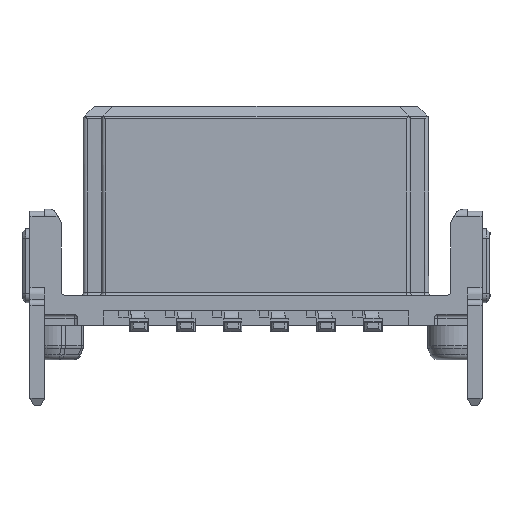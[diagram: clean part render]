
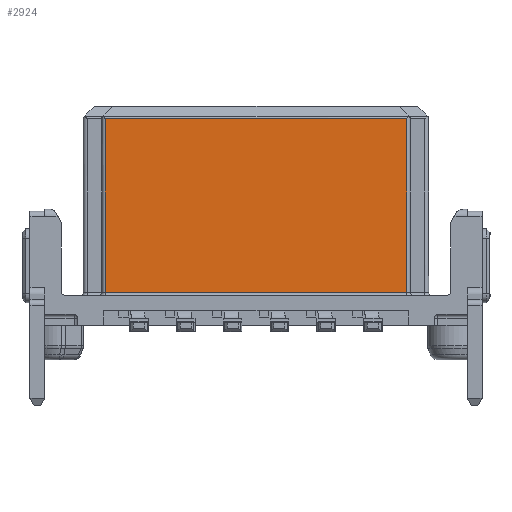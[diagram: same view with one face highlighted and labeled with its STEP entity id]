
A CAD part, left-side view. The second image highlights one B-rep face of the part: STEP entity #2924.
In plain terms, the highlighted planar face has unit normal (-1, 0, 0).
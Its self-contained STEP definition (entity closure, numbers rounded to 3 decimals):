
#2924=ADVANCED_FACE('',(#4063),#3585,.T.);
#3585=PLANE('',#15253);
#4063=FACE_OUTER_BOUND('',#4763,.T.);
#4763=EDGE_LOOP('',(#6135,#6136,#6137,#6138));
#6135=ORIENTED_EDGE('',*,*,#10780,.T.);
#6136=ORIENTED_EDGE('',*,*,#10781,.T.);
#6137=ORIENTED_EDGE('',*,*,#10778,.T.);
#6138=ORIENTED_EDGE('',*,*,#10759,.T.);
#9457=VERTEX_POINT('',#20485);
#9480=VERTEX_POINT('',#20588);
#9481=VERTEX_POINT('',#20589);
#9492=VERTEX_POINT('',#20669);
#10759=EDGE_CURVE('',#9480,#9481,#12514,.T.);
#10778=EDGE_CURVE('',#9457,#9480,#12524,.T.);
#10780=EDGE_CURVE('',#9481,#9492,#12526,.T.);
#10781=EDGE_CURVE('',#9492,#9457,#12527,.T.);
#12514=LINE('',#20587,#13782);
#12524=LINE('',#20665,#13792);
#12526=LINE('',#20668,#13794);
#12527=LINE('',#20670,#13795);
#13782=VECTOR('',#16800,1.);
#13792=VECTOR('',#16832,1.);
#13794=VECTOR('',#16836,1.);
#13795=VECTOR('',#16837,1.);
#15253=AXIS2_PLACEMENT_3D('',#20671,#16838,#16839);
#16800=DIRECTION('',(0.,0.,1.));
#16832=DIRECTION('',(0.,-1.,0.));
#16836=DIRECTION('',(0.,1.,0.));
#16837=DIRECTION('',(0.,0.,-1.));
#16838=DIRECTION('',(-1.,0.,0.));
#16839=DIRECTION('',(0.,0.,1.));
#20485=CARTESIAN_POINT('',(-1.525,4.085,2.726));
#20587=CARTESIAN_POINT('',(-1.525,-4.085,2.726));
#20588=CARTESIAN_POINT('',(-1.525,-4.085,2.726));
#20589=CARTESIAN_POINT('',(-1.525,-4.085,7.435));
#20665=CARTESIAN_POINT('',(-1.525,4.085,2.726));
#20668=CARTESIAN_POINT('',(-1.525,-4.085,7.435));
#20669=CARTESIAN_POINT('',(-1.525,4.085,7.435));
#20670=CARTESIAN_POINT('',(-1.525,4.085,7.435));
#20671=CARTESIAN_POINT('',(-1.525,-4.494,2.526));
